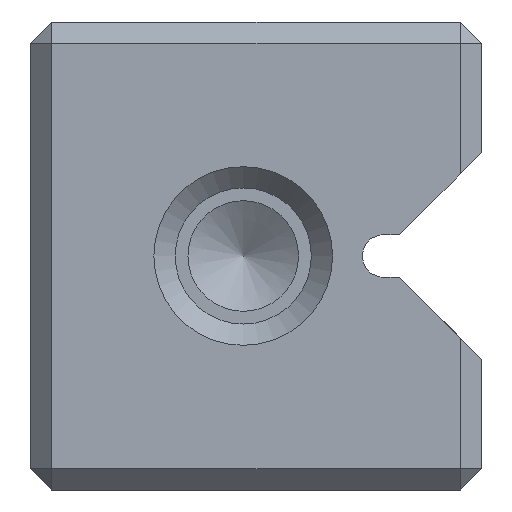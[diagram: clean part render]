
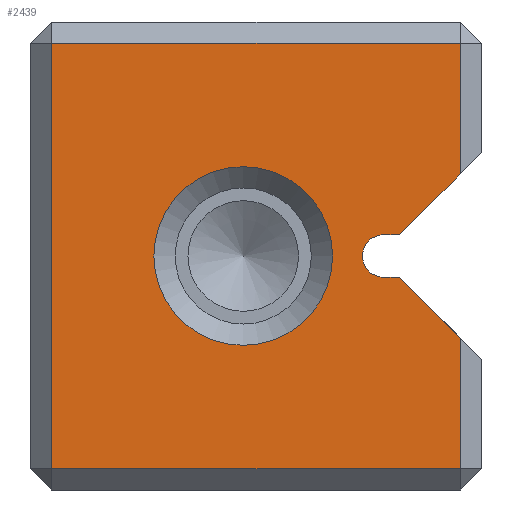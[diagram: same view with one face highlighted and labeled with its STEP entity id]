
A CAD part, left-side view. The second image highlights one B-rep face of the part: STEP entity #2439.
In plain terms, the highlighted planar face has unit normal (-1, 0, 0).
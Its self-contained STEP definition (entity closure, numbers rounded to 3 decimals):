
#2439=ADVANCED_FACE('',(#3264,#3265),#2787,.T.);
#2787=PLANE('',#8259);
#3026=CIRCLE('',#8257,2.1);
#3027=CIRCLE('',#8258,0.5);
#3264=FACE_BOUND('',#3368,.T.);
#3265=FACE_BOUND('',#3369,.T.);
#3368=EDGE_LOOP('',(#3993));
#3369=EDGE_LOOP('',(#3994,#3995,#3996,#3997,#3998,#3999,#4000,#4001,#4002,
#4003));
#3993=ORIENTED_EDGE('',*,*,#6311,.T.);
#3994=ORIENTED_EDGE('',*,*,#6312,.T.);
#3995=ORIENTED_EDGE('',*,*,#6313,.T.);
#3996=ORIENTED_EDGE('',*,*,#6314,.F.);
#3997=ORIENTED_EDGE('',*,*,#6315,.T.);
#3998=ORIENTED_EDGE('',*,*,#6316,.T.);
#3999=ORIENTED_EDGE('',*,*,#6317,.F.);
#4000=ORIENTED_EDGE('',*,*,#6318,.F.);
#4001=ORIENTED_EDGE('',*,*,#6319,.T.);
#4002=ORIENTED_EDGE('',*,*,#6320,.T.);
#4003=ORIENTED_EDGE('',*,*,#6321,.T.);
#5729=VERTEX_POINT('',#10511);
#5730=VERTEX_POINT('',#10513);
#5731=VERTEX_POINT('',#10514);
#5732=VERTEX_POINT('',#10516);
#5733=VERTEX_POINT('',#10518);
#5734=VERTEX_POINT('',#10520);
#5735=VERTEX_POINT('',#10522);
#5736=VERTEX_POINT('',#10524);
#5737=VERTEX_POINT('',#10526);
#5738=VERTEX_POINT('',#10528);
#5739=VERTEX_POINT('',#10530);
#6311=EDGE_CURVE('',#5729,#5729,#3026,.T.);
#6312=EDGE_CURVE('',#5730,#5731,#7097,.T.);
#6313=EDGE_CURVE('',#5731,#5732,#7098,.T.);
#6314=EDGE_CURVE('',#5733,#5732,#7099,.T.);
#6315=EDGE_CURVE('',#5733,#5734,#7100,.T.);
#6316=EDGE_CURVE('',#5734,#5735,#3027,.T.);
#6317=EDGE_CURVE('',#5736,#5735,#7101,.T.);
#6318=EDGE_CURVE('',#5737,#5736,#7102,.T.);
#6319=EDGE_CURVE('',#5737,#5738,#7103,.T.);
#6320=EDGE_CURVE('',#5738,#5739,#7104,.T.);
#6321=EDGE_CURVE('',#5739,#5730,#7105,.T.);
#7097=LINE('',#10512,#7755);
#7098=LINE('',#10515,#7756);
#7099=LINE('',#10517,#7757);
#7100=LINE('',#10519,#7758);
#7101=LINE('',#10523,#7759);
#7102=LINE('',#10525,#7760);
#7103=LINE('',#10527,#7761);
#7104=LINE('',#10529,#7762);
#7105=LINE('',#10531,#7763);
#7755=VECTOR('',#8726,1.);
#7756=VECTOR('',#8727,1.);
#7757=VECTOR('',#8728,1.);
#7758=VECTOR('',#8729,1.);
#7759=VECTOR('',#8732,1.);
#7760=VECTOR('',#8733,1.);
#7761=VECTOR('',#8734,1.);
#7762=VECTOR('',#8735,1.);
#7763=VECTOR('',#8736,1.);
#8257=AXIS2_PLACEMENT_3D('',#10510,#8724,#8725);
#8258=AXIS2_PLACEMENT_3D('',#10521,#8730,#8731);
#8259=AXIS2_PLACEMENT_3D('',#10532,#8737,#8738);
#8724=DIRECTION('',(1.,0.,0.));
#8725=DIRECTION('',(0.,0.,1.));
#8726=DIRECTION('',(0.,-1.,0.));
#8727=DIRECTION('',(0.,0.,1.));
#8728=DIRECTION('',(0.,-0.707,-0.707));
#8729=DIRECTION('',(0.,1.,0.));
#8730=DIRECTION('',(1.,0.,0.));
#8731=DIRECTION('',(0.,0.,1.));
#8732=DIRECTION('',(0.,1.,0.));
#8733=DIRECTION('',(0.,0.707,-0.707));
#8734=DIRECTION('',(0.,0.,1.));
#8735=DIRECTION('',(0.,1.,0.));
#8736=DIRECTION('',(0.,0.,-1.));
#8737=DIRECTION('',(-1.,0.,0.));
#8738=DIRECTION('',(0.,0.,-1.));
#10510=CARTESIAN_POINT('',(0.,5.6,5.5));
#10511=CARTESIAN_POINT('',(0.,5.6,7.6));
#10512=CARTESIAN_POINT('',(0.,5.3,0.5));
#10513=CARTESIAN_POINT('',(0.,10.1,0.5));
#10514=CARTESIAN_POINT('',(0.,0.5,0.5));
#10515=CARTESIAN_POINT('',(0.,0.5,0.));
#10516=CARTESIAN_POINT('',(0.,0.5,3.572));
#10517=CARTESIAN_POINT('',(0.,1.114,4.186));
#10518=CARTESIAN_POINT('',(0.,1.928,5.));
#10519=CARTESIAN_POINT('',(0.,2.8,5.));
#10520=CARTESIAN_POINT('',(0.,2.3,5.));
#10521=CARTESIAN_POINT('',(0.,2.3,5.5));
#10522=CARTESIAN_POINT('',(0.,2.3,6.));
#10523=CARTESIAN_POINT('',(0.,2.8,6.));
#10524=CARTESIAN_POINT('',(0.,1.928,6.));
#10525=CARTESIAN_POINT('',(0.,6.614,1.314));
#10526=CARTESIAN_POINT('',(0.,0.5,7.428));
#10527=CARTESIAN_POINT('',(0.,0.5,0.));
#10528=CARTESIAN_POINT('',(0.,0.5,10.5));
#10529=CARTESIAN_POINT('',(0.,5.3,10.5));
#10530=CARTESIAN_POINT('',(0.,10.1,10.5));
#10531=CARTESIAN_POINT('',(0.,10.1,0.));
#10532=CARTESIAN_POINT('',(0.,5.3,0.));
